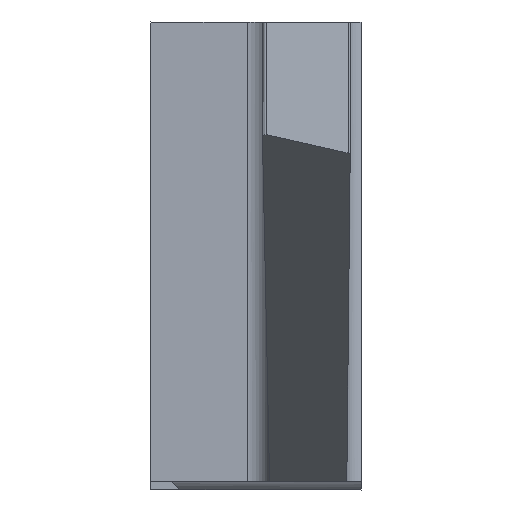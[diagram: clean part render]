
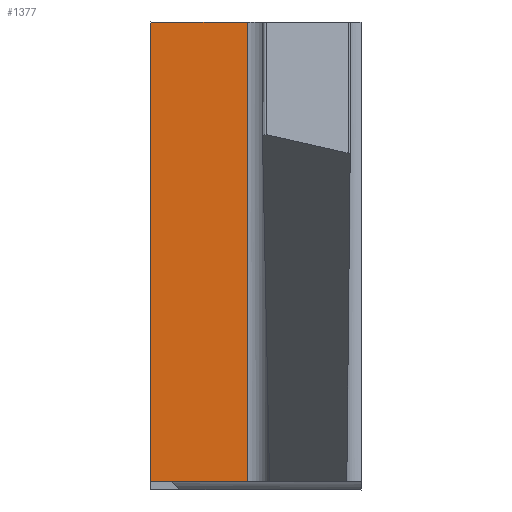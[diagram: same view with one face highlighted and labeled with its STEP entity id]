
A CAD part, front view. The second image highlights one B-rep face of the part: STEP entity #1377.
In plain terms, the highlighted planar face has unit normal (-0.018, -1, 0).
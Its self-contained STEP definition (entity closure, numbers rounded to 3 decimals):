
#240=CARTESIAN_POINT('',(0.,-4.295,1.));
#241=VERTEX_POINT('',#240);
#252=CARTESIAN_POINT('',(0.,-4.295,-6.85));
#253=DIRECTION('',(0.,0.,1.));
#254=VECTOR('',#253,7.85);
#255=LINE('',#252,#254);
#256=CARTESIAN_POINT('',(0.,-4.295,-6.85));
#257=VERTEX_POINT('',#256);
#258=EDGE_CURVE('',#257,#241,#255,.T.);
#600=CARTESIAN_POINT('',(1.65,-4.323,-6.85));
#601=DIRECTION('',(-1.,0.017,0.));
#602=VECTOR('',#601,1.651);
#603=LINE('',#600,#602);
#604=CARTESIAN_POINT('',(1.65,-4.323,-6.85));
#605=VERTEX_POINT('',#604);
#606=EDGE_CURVE('',#605,#257,#603,.T.);
#1059=CARTESIAN_POINT('',(1.65,-4.323,-6.85));
#1060=DIRECTION('',(0.,0.,1.));
#1061=VECTOR('',#1060,7.85);
#1062=LINE('',#1059,#1061);
#1063=CARTESIAN_POINT('',(1.65,-4.323,1.));
#1064=VERTEX_POINT('',#1063);
#1065=EDGE_CURVE('',#605,#1064,#1062,.T.);
#1329=CARTESIAN_POINT('',(0.425,-4.302,-3.4));
#1330=DIRECTION('',(0.017,1.,0.));
#1331=DIRECTION('',(0.,0.,1.));
#1332=AXIS2_PLACEMENT_3D('',#1329,#1330,#1331);
#1333=PLANE('',#1332);
#1334=ORIENTED_EDGE('Edge 1243',*,*,#258,.F.);
#1343=CARTESIAN_POINT('',(0.,-4.295,1.));
#1344=DIRECTION('',(1.,-0.017,0.));
#1345=VECTOR('',#1344,1.651);
#1346=LINE('',#1343,#1345);
#1347=EDGE_CURVE('',#241,#1064,#1346,.T.);
#1348=ORIENTED_EDGE('Edge 1248',*,*,#1347,.F.);
#1357=ORIENTED_EDGE('Edge 1297',*,*,#1065,.T.);
#1366=ORIENTED_EDGE('Edge 1258',*,*,#606,.F.);
#1375=EDGE_LOOP('',(#1366,#1357,#1348,#1334));
#1376=FACE_OUTER_BOUND('Loop 1259',#1375,.T.);
#1377=ADVANCED_FACE('Face 1260',(#1376),#1333,.F.);
